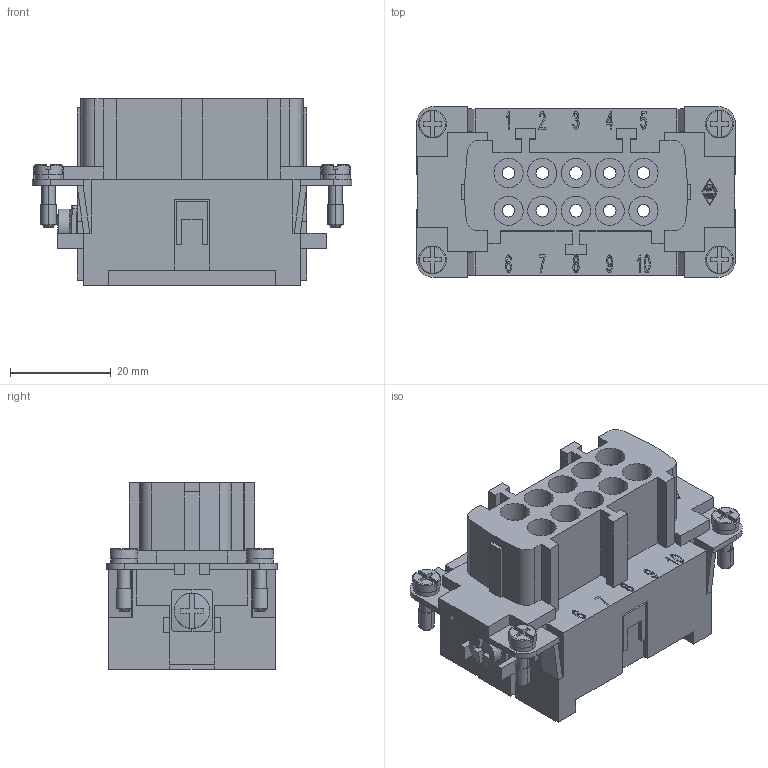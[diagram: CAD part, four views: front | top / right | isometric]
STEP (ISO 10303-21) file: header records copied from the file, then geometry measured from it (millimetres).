
FILE_DESCRIPTION((''),'2;1');
FILE_NAME('CCEF 10.stp','2006-10-25T09:05:04',('gembarski'),(''),'Autodesk Inventor 7','Autodesk Inventor 7','');
FILE_SCHEMA(('AUTOMOTIVE_DESIGN { 1 0 10303 214 1 1 1 1 }'));
Length unit declared in the file: millimetre
Products named in the file (1): CCEF 10
Bounding box: 63.4 x 34 x 37 mm (x, y, z)
Volume: 36530.3 mm3; surface area: 19183.2 mm2
Topology: 2 solids, 2 shells, 889 faces, 2391 edges, 1581 vertices
Faces by surface type: bspline 423, plane 385, cylinder 65, torus 8, sphere 4, cone 4
Entity records: 30120 total; most frequent: CARTESIAN_POINT 9449, ORIENTED_EDGE 4786, DIRECTION 3320, EDGE_CURVE 2393, VECTOR 1624, LINE 1624, VERTEX_POINT 1581, EDGE_LOOP 1008
